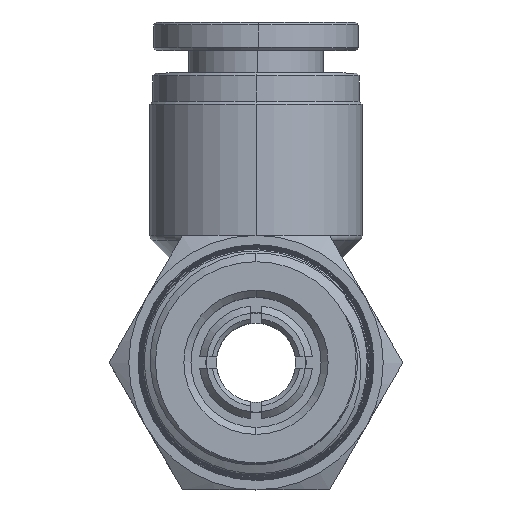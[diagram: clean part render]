
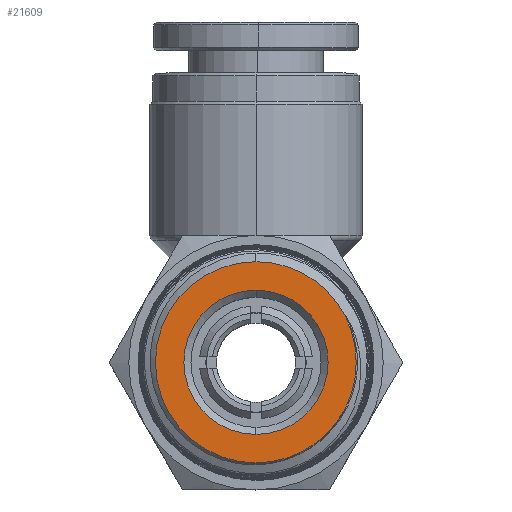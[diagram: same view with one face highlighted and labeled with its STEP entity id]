
A CAD part, top view. The second image highlights one B-rep face of the part: STEP entity #21609.
In plain terms, the highlighted planar face has unit normal (0, 0, 1).
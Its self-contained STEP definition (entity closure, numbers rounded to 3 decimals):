
#499 = DIRECTION ( 'NONE',  ( 0., 1., 0. ) ) ;
#930 = DIRECTION ( 'NONE',  ( 0., 0., 1. ) ) ;
#1591 = EDGE_CURVE ( 'NONE', #7398, #32029, #4418, .T. ) ;
#2612 = EDGE_CURVE ( 'NONE', #32029, #47901, #38431, .T. ) ;
#2693 = CARTESIAN_POINT ( 'NONE',  ( 0., 7.114, 18.6 ) ) ;
#3235 = CARTESIAN_POINT ( 'NONE',  ( 7.006, 1.101, 18.6 ) ) ;
#3599 = AXIS2_PLACEMENT_3D ( 'NONE', #34256, #11327, #38159 ) ;
#4267 = PLANE ( 'NONE',  #38245 ) ;
#4418 = CIRCLE ( 'NONE', #43050, 7.114 ) ;
#6818 = CIRCLE ( 'NONE', #21535, 7.114 ) ;
#6969 = CARTESIAN_POINT ( 'NONE',  ( 6.765, -2.213, 18.6 ) ) ;
#7127 = CARTESIAN_POINT ( 'NONE',  ( 6.77, 2.196, 18.6 ) ) ;
#7398 = VERTEX_POINT ( 'NONE', #2693 ) ;
#8803 = ORIENTED_EDGE ( 'NONE', *, *, #40415, .T. ) ;
#8872 = DIRECTION ( 'NONE',  ( 0., 0., 1. ) ) ;
#9229 = VERTEX_POINT ( 'NONE', #24206 ) ;
#9462 = ORIENTED_EDGE ( 'NONE', *, *, #15301, .T. ) ;
#10991 = CARTESIAN_POINT ( 'NONE',  ( 6.342, 3.223, 18.6 ) ) ;
#11327 = DIRECTION ( 'NONE',  ( 0., 0., -1. ) ) ;
#13914 = ORIENTED_EDGE ( 'NONE', *, *, #2612, .T. ) ;
#14254 = CARTESIAN_POINT ( 'NONE',  ( 0., 0., 18.6 ) ) ;
#14480 = CARTESIAN_POINT ( 'NONE',  ( 0., 0., 18.6 ) ) ;
#15301 = EDGE_CURVE ( 'NONE', #34577, #7398, #6818, .T. ) ;
#15743 = EDGE_CURVE ( 'NONE', #47901, #34577, #34818, .T. ) ;
#16080 = CARTESIAN_POINT ( 'NONE',  ( 6.334, -3.238, 18.6 ) ) ;
#16298 = CARTESIAN_POINT ( 'NONE',  ( 0., 5.1, 18.6 ) ) ;
#16787 = AXIS2_PLACEMENT_3D ( 'NONE', #24030, #930, #27828 ) ;
#18073 = DIRECTION ( 'NONE',  ( 0., 1., 0. ) ) ;
#18318 = DIRECTION ( 'NONE',  ( 0., 1., 0. ) ) ;
#18562 = CARTESIAN_POINT ( 'NONE',  ( 7.004, -1.118, 18.6 ) ) ;
#21321 = CIRCLE ( 'NONE', #41388, 5.1 ) ;
#21535 = AXIS2_PLACEMENT_3D ( 'NONE', #31808, #8872, #35659 ) ;
#21609 = ADVANCED_FACE ( 'NONE', ( #48384, #29172 ), #4267, .F. ) ;
#22393 = CARTESIAN_POINT ( 'NONE',  ( 7.084, -0.286, 18.6 ) ) ;
#22498 = CIRCLE ( 'NONE', #3599, 5.1 ) ;
#23594 = DIRECTION ( 'NONE',  ( 0., 0., -1. ) ) ;
#23743 = CARTESIAN_POINT ( 'NONE',  ( 0., -7.114, 18.6 ) ) ;
#24030 = CARTESIAN_POINT ( 'NONE',  ( 0., 0., 18.6 ) ) ;
#24206 = CARTESIAN_POINT ( 'NONE',  ( 0., -5.1, 18.6 ) ) ;
#24439 = EDGE_LOOP ( 'NONE', ( #44168, #8803 ) ) ;
#24870 = CARTESIAN_POINT ( 'NONE',  ( 6.342, 3.223, 18.6 ) ) ;
#26233 = CARTESIAN_POINT ( 'NONE',  ( 7.069, 0.546, 18.6 ) ) ;
#27451 = ORIENTED_EDGE ( 'NONE', *, *, #1591, .T. ) ;
#27828 = DIRECTION ( 'NONE',  ( 0., 1., 0. ) ) ;
#28912 = ORIENTED_EDGE ( 'NONE', *, *, #15743, .T. ) ;
#29172 = FACE_OUTER_BOUND ( 'NONE', #36742, .T. ) ;
#30053 = CARTESIAN_POINT ( 'NONE',  ( 6.958, 1.38, 18.6 ) ) ;
#31808 = CARTESIAN_POINT ( 'NONE',  ( 0., 0., 18.6 ) ) ;
#32029 = VERTEX_POINT ( 'NONE', #23743 ) ;
#33757 = CARTESIAN_POINT ( 'NONE',  ( 6.579, -2.736, 18.6 ) ) ;
#33914 = CARTESIAN_POINT ( 'NONE',  ( 6.586, 2.72, 18.6 ) ) ;
#34256 = CARTESIAN_POINT ( 'NONE',  ( 0., 0., 18.6 ) ) ;
#34577 = VERTEX_POINT ( 'NONE', #24870 ) ;
#34818 = B_SPLINE_CURVE_WITH_KNOTS ( 'NONE', 3,
 ( #37654, #33757, #6969, #41507, #18562, #45344, #22393, #49170, #26233, #3235, #30053, #7127, #33914, #10991 ),
 .UNSPECIFIED., .F., .F.,
 ( 4, 2, 2, 2, 2, 2, 4 ),
 ( 0.002, 0.004, 0.005, 0.006, 0.006, 0.007, 0.009 ),
 .UNSPECIFIED. ) ;
#35659 = DIRECTION ( 'NONE',  ( 0., 1., 0. ) ) ;
#36742 = EDGE_LOOP ( 'NONE', ( #9462, #27451, #13914, #28912 ) ) ;
#37654 = CARTESIAN_POINT ( 'NONE',  ( 6.334, -3.238, 18.6 ) ) ;
#37717 = EDGE_CURVE ( 'NONE', #9229, #47225, #22498, .T. ) ;
#38159 = DIRECTION ( 'NONE',  ( 0., 1., 0. ) ) ;
#38245 = AXIS2_PLACEMENT_3D ( 'NONE', #46541, #23594, #499 ) ;
#38431 = CIRCLE ( 'NONE', #16787, 7.114 ) ;
#40415 = EDGE_CURVE ( 'NONE', #47225, #9229, #21321, .T. ) ;
#41034 = DIRECTION ( 'NONE',  ( 0., 0., 1. ) ) ;
#41266 = DIRECTION ( 'NONE',  ( 0., 0., -1. ) ) ;
#41388 = AXIS2_PLACEMENT_3D ( 'NONE', #14480, #41266, #18318 ) ;
#41507 = CARTESIAN_POINT ( 'NONE',  ( 6.955, -1.397, 18.6 ) ) ;
#43050 = AXIS2_PLACEMENT_3D ( 'NONE', #14254, #41034, #18073 ) ;
#44168 = ORIENTED_EDGE ( 'NONE', *, *, #37717, .T. ) ;
#45344 = CARTESIAN_POINT ( 'NONE',  ( 7.068, -0.564, 18.6 ) ) ;
#46541 = CARTESIAN_POINT ( 'NONE',  ( 0., 0., 18.6 ) ) ;
#47225 = VERTEX_POINT ( 'NONE', #16298 ) ;
#47901 = VERTEX_POINT ( 'NONE', #16080 ) ;
#48384 = FACE_BOUND ( 'NONE', #24439, .T. ) ;
#49170 = CARTESIAN_POINT ( 'NONE',  ( 7.084, 0.269, 18.6 ) ) ;
